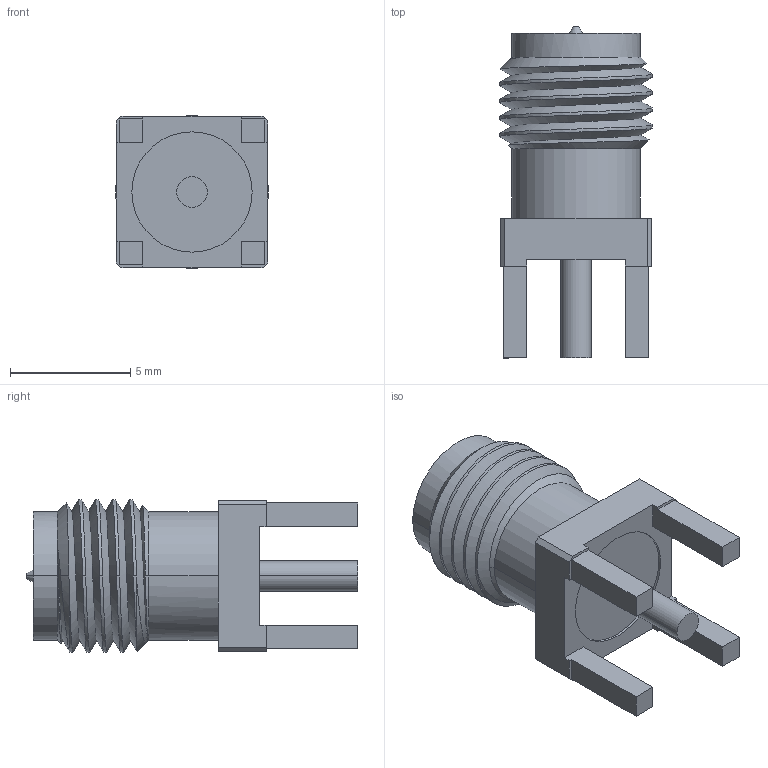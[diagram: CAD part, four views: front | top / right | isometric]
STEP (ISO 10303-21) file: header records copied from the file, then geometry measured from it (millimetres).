
FILE_DESCRIPTION (( 'STEP AP214' ), '1' );
FILE_NAME ('CONSMA001-ND.STEP', '2016-09-21T14:45:44', ( '' ), ( '' ), 'SwSTEP 2.0', 'SolidWorks 2016', '' );
FILE_SCHEMA (( 'AUTOMOTIVE_DESIGN' ));
Length unit declared in the file: millimetre
Products named in the file (1): CONSMA001-ND
Bounding box: 6.35 x 13.8 x 6.35 mm (x, y, z)
Volume: 246.1 mm3; surface area: 429.6 mm2
Topology: 1 solids, 1 shells, 74 faces, 188 edges, 122 vertices
Faces by surface type: plane 40, cylinder 23, cone 9, bspline 2
Entity records: 2940 total; most frequent: CARTESIAN_POINT 1159, ORIENTED_EDGE 376, DIRECTION 339, EDGE_CURVE 188, LINE 125, VECTOR 125, VERTEX_POINT 122, AXIS2_PLACEMENT_3D 107
